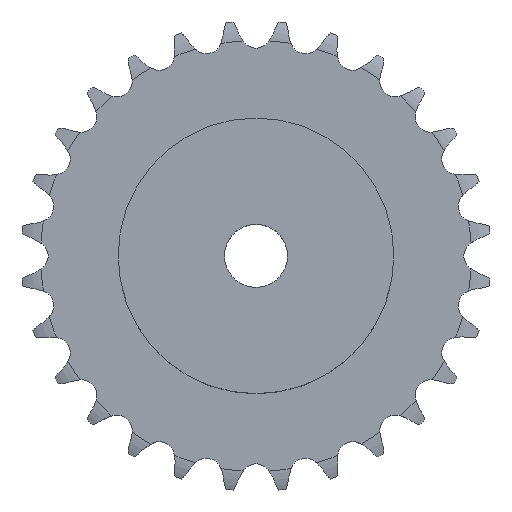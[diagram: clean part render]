
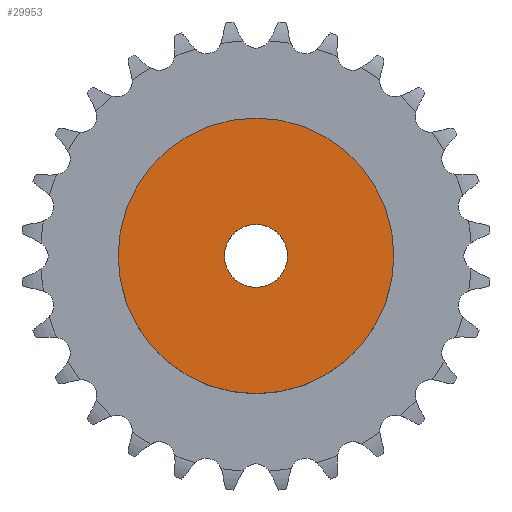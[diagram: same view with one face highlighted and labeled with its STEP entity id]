
A CAD part, top view. The second image highlights one B-rep face of the part: STEP entity #29953.
In plain terms, the highlighted planar face has unit normal (0, 0, 1).
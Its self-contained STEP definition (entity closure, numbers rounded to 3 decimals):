
#5241 = CYLINDRICAL_SURFACE('',#5242,35.);
#5242 = AXIS2_PLACEMENT_3D('',#5243,#5244,#5245);
#5243 = CARTESIAN_POINT('',(0.,0.,0.));
#5244 = DIRECTION('',(-0.,-0.,-1.));
#5245 = DIRECTION('',(1.,0.,0.));
#22474 = VERTEX_POINT('',#22475);
#22475 = CARTESIAN_POINT('',(35.,0.,20.));
#22496 = EDGE_CURVE('',#22474,#22474,#22497,.T.);
#22497 = SURFACE_CURVE('',#22498,(#22503,#22510),.PCURVE_S1.);
#22498 = CIRCLE('',#22499,35.);
#22499 = AXIS2_PLACEMENT_3D('',#22500,#22501,#22502);
#22500 = CARTESIAN_POINT('',(0.,0.,20.));
#22501 = DIRECTION('',(0.,0.,1.));
#22502 = DIRECTION('',(1.,0.,0.));
#22503 = PCURVE('',#5241,#22504);
#22504 = DEFINITIONAL_REPRESENTATION('',(#22505),#22509);
#22505 = LINE('',#22506,#22507);
#22506 = CARTESIAN_POINT('',(-0.,-20.));
#22507 = VECTOR('',#22508,1.);
#22508 = DIRECTION('',(-1.,0.));
#22509 = ( GEOMETRIC_REPRESENTATION_CONTEXT(2) 
PARAMETRIC_REPRESENTATION_CONTEXT() REPRESENTATION_CONTEXT('2D SPACE',''
  ) );
#22510 = PCURVE('',#22511,#22516);
#22511 = PLANE('',#22512);
#22512 = AXIS2_PLACEMENT_3D('',#22513,#22514,#22515);
#22513 = CARTESIAN_POINT('',(0.,0.,20.)
  );
#22514 = DIRECTION('',(0.,0.,1.));
#22515 = DIRECTION('',(1.,0.,0.));
#22516 = DEFINITIONAL_REPRESENTATION('',(#22517),#22521);
#22517 = CIRCLE('',#22518,35.);
#22518 = AXIS2_PLACEMENT_2D('',#22519,#22520);
#22519 = CARTESIAN_POINT('',(0.,0.));
#22520 = DIRECTION('',(1.,0.));
#22521 = ( GEOMETRIC_REPRESENTATION_CONTEXT(2) 
PARAMETRIC_REPRESENTATION_CONTEXT() REPRESENTATION_CONTEXT('2D SPACE',''
  ) );
#26837 = CYLINDRICAL_SURFACE('',#26838,8.);
#26838 = AXIS2_PLACEMENT_3D('',#26839,#26840,#26841);
#26839 = CARTESIAN_POINT('',(0.,0.,183.745));
#26840 = DIRECTION('',(0.,0.,1.));
#26841 = DIRECTION('',(1.,0.,0.));
#29953 = ADVANCED_FACE('',(#29954,#29957),#22511,.T.);
#29954 = FACE_BOUND('',#29955,.T.);
#29955 = EDGE_LOOP('',(#29956));
#29956 = ORIENTED_EDGE('',*,*,#22496,.T.);
#29957 = FACE_BOUND('',#29958,.T.);
#29958 = EDGE_LOOP('',(#29959));
#29959 = ORIENTED_EDGE('',*,*,#29960,.F.);
#29960 = EDGE_CURVE('',#29961,#29961,#29963,.T.);
#29961 = VERTEX_POINT('',#29962);
#29962 = CARTESIAN_POINT('',(8.,0.,20.));
#29963 = SURFACE_CURVE('',#29964,(#29969,#29976),.PCURVE_S1.);
#29964 = CIRCLE('',#29965,8.);
#29965 = AXIS2_PLACEMENT_3D('',#29966,#29967,#29968);
#29966 = CARTESIAN_POINT('',(0.,0.,20.));
#29967 = DIRECTION('',(0.,0.,1.));
#29968 = DIRECTION('',(1.,0.,0.));
#29969 = PCURVE('',#22511,#29970);
#29970 = DEFINITIONAL_REPRESENTATION('',(#29971),#29975);
#29971 = CIRCLE('',#29972,8.);
#29972 = AXIS2_PLACEMENT_2D('',#29973,#29974);
#29973 = CARTESIAN_POINT('',(0.,0.));
#29974 = DIRECTION('',(1.,0.));
#29975 = ( GEOMETRIC_REPRESENTATION_CONTEXT(2) 
PARAMETRIC_REPRESENTATION_CONTEXT() REPRESENTATION_CONTEXT('2D SPACE',''
  ) );
#29976 = PCURVE('',#26837,#29977);
#29977 = DEFINITIONAL_REPRESENTATION('',(#29978),#29982);
#29978 = LINE('',#29979,#29980);
#29979 = CARTESIAN_POINT('',(0.,-163.745));
#29980 = VECTOR('',#29981,1.);
#29981 = DIRECTION('',(1.,0.));
#29982 = ( GEOMETRIC_REPRESENTATION_CONTEXT(2) 
PARAMETRIC_REPRESENTATION_CONTEXT() REPRESENTATION_CONTEXT('2D SPACE',''
  ) );
